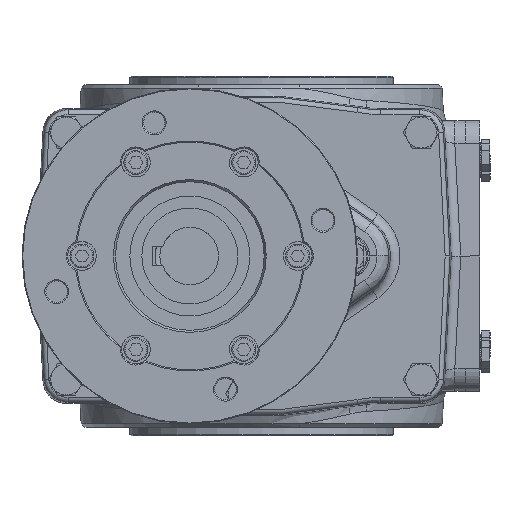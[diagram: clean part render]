
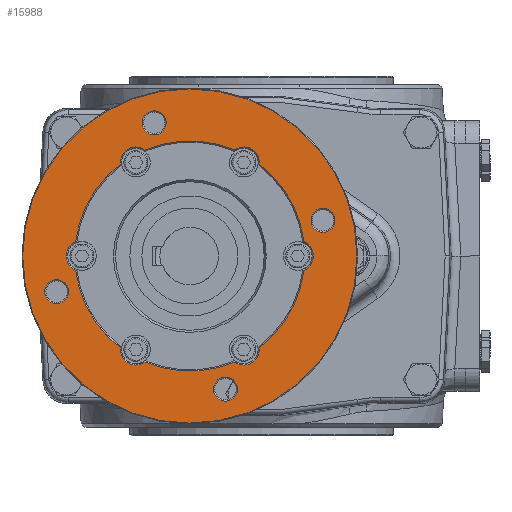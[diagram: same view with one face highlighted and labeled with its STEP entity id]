
A CAD part, left-side view. The second image highlights one B-rep face of the part: STEP entity #15988.
In plain terms, the highlighted face is planar.
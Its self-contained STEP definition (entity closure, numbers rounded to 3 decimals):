
#1996=PLANE('',#17252);
#4558=ORIENTED_EDGE('',*,*,#6257,.F.);
#4559=ORIENTED_EDGE('',*,*,#6258,.T.);
#4560=ORIENTED_EDGE('',*,*,#6180,.F.);
#4561=ORIENTED_EDGE('',*,*,#6259,.T.);
#4562=ORIENTED_EDGE('',*,*,#6160,.F.);
#4563=ORIENTED_EDGE('',*,*,#6256,.T.);
#4564=ORIENTED_EDGE('',*,*,#6164,.F.);
#4565=ORIENTED_EDGE('',*,*,#6260,.T.);
#4566=ORIENTED_EDGE('',*,*,#6168,.F.);
#4567=ORIENTED_EDGE('',*,*,#6261,.T.);
#4568=ORIENTED_EDGE('',*,*,#6172,.F.);
#4569=ORIENTED_EDGE('',*,*,#6262,.T.);
#4570=ORIENTED_EDGE('',*,*,#6176,.F.);
#4571=ORIENTED_EDGE('',*,*,#6150,.F.);
#4572=ORIENTED_EDGE('',*,*,#6152,.F.);
#4573=ORIENTED_EDGE('',*,*,#6154,.F.);
#4574=ORIENTED_EDGE('',*,*,#6156,.F.);
#6150=EDGE_CURVE('',#7235,#7235,#7860,.T.);
#6152=EDGE_CURVE('',#7237,#7237,#7862,.T.);
#6154=EDGE_CURVE('',#7239,#7239,#7864,.T.);
#6156=EDGE_CURVE('',#7241,#7241,#7866,.T.);
#6160=EDGE_CURVE('',#7245,#7243,#7868,.T.);
#6164=EDGE_CURVE('',#7249,#7247,#7870,.T.);
#6168=EDGE_CURVE('',#7253,#7251,#7872,.T.);
#6172=EDGE_CURVE('',#7257,#7255,#7874,.T.);
#6176=EDGE_CURVE('',#7261,#7259,#7876,.T.);
#6180=EDGE_CURVE('',#7265,#7263,#7878,.T.);
#6256=EDGE_CURVE('',#7245,#7247,#7934,.T.);
#6257=EDGE_CURVE('',#7327,#7327,#7935,.T.);
#6258=EDGE_CURVE('',#7261,#7263,#7936,.T.);
#6259=EDGE_CURVE('',#7265,#7243,#7937,.T.);
#6260=EDGE_CURVE('',#7249,#7251,#7938,.T.);
#6261=EDGE_CURVE('',#7253,#7255,#7939,.T.);
#6262=EDGE_CURVE('',#7257,#7259,#7940,.T.);
#7235=VERTEX_POINT('',#25069);
#7237=VERTEX_POINT('',#25074);
#7239=VERTEX_POINT('',#25079);
#7241=VERTEX_POINT('',#25084);
#7243=VERTEX_POINT('',#25091);
#7245=VERTEX_POINT('',#25098);
#7247=VERTEX_POINT('',#25106);
#7249=VERTEX_POINT('',#25113);
#7251=VERTEX_POINT('',#25121);
#7253=VERTEX_POINT('',#25128);
#7255=VERTEX_POINT('',#25136);
#7257=VERTEX_POINT('',#25143);
#7259=VERTEX_POINT('',#25151);
#7261=VERTEX_POINT('',#25158);
#7263=VERTEX_POINT('',#25166);
#7265=VERTEX_POINT('',#25173);
#7327=VERTEX_POINT('',#25371);
#7860=CIRCLE('',#17135,5.);
#7862=CIRCLE('',#17138,5.);
#7864=CIRCLE('',#17141,5.);
#7866=CIRCLE('',#17144,5.);
#7868=CIRCLE('',#17147,6.5);
#7870=CIRCLE('',#17150,6.5);
#7872=CIRCLE('',#17153,6.5);
#7874=CIRCLE('',#17156,6.5);
#7876=CIRCLE('',#17159,6.5);
#7878=CIRCLE('',#17162,6.5);
#7934=CIRCLE('',#17251,48.);
#7935=CIRCLE('',#17253,69.7);
#7936=CIRCLE('',#17254,48.);
#7937=CIRCLE('',#17255,48.);
#7938=CIRCLE('',#17256,48.);
#7939=CIRCLE('',#17257,48.);
#7940=CIRCLE('',#17258,48.);
#8848=EDGE_LOOP('',(#4558));
#8849=EDGE_LOOP('',(#4559,#4560,#4561,#4562,#4563,#4564,#4565,#4566,#4567,
#4568,#4569,#4570));
#8850=EDGE_LOOP('',(#4571));
#8851=EDGE_LOOP('',(#4572));
#8852=EDGE_LOOP('',(#4573));
#8853=EDGE_LOOP('',(#4574));
#9900=FACE_BOUND('',#8848,.T.);
#9901=FACE_BOUND('',#8849,.T.);
#9902=FACE_BOUND('',#8850,.T.);
#9903=FACE_BOUND('',#8851,.T.);
#9904=FACE_BOUND('',#8852,.T.);
#9905=FACE_BOUND('',#8853,.T.);
#15988=ADVANCED_FACE('',(#9900,#9901,#9902,#9903,#9904,#9905),#1996,.T.);
#17135=AXIS2_PLACEMENT_3D('',#25068,#19887,#19888);
#17138=AXIS2_PLACEMENT_3D('',#25073,#19893,#19894);
#17141=AXIS2_PLACEMENT_3D('',#25078,#19899,#19900);
#17144=AXIS2_PLACEMENT_3D('',#25083,#19905,#19906);
#17147=AXIS2_PLACEMENT_3D('',#25099,#19911,#19912);
#17150=AXIS2_PLACEMENT_3D('',#25114,#19917,#19918);
#17153=AXIS2_PLACEMENT_3D('',#25129,#19923,#19924);
#17156=AXIS2_PLACEMENT_3D('',#25144,#19929,#19930);
#17159=AXIS2_PLACEMENT_3D('',#25159,#19935,#19936);
#17162=AXIS2_PLACEMENT_3D('',#25174,#19941,#19942);
#17251=AXIS2_PLACEMENT_3D('',#25368,#20131,#20132);
#17252=AXIS2_PLACEMENT_3D('',#25369,#20133,#20134);
#17253=AXIS2_PLACEMENT_3D('',#25370,#20135,#20136);
#17254=AXIS2_PLACEMENT_3D('',#25372,#20137,#20138);
#17255=AXIS2_PLACEMENT_3D('',#25373,#20139,#20140);
#17256=AXIS2_PLACEMENT_3D('',#25374,#20141,#20142);
#17257=AXIS2_PLACEMENT_3D('',#25375,#20143,#20144);
#17258=AXIS2_PLACEMENT_3D('',#25376,#20145,#20146);
#19887=DIRECTION('',(0.,1.,0.));
#19888=DIRECTION('',(0.,0.,1.));
#19893=DIRECTION('',(0.,1.,0.));
#19894=DIRECTION('',(0.,0.,1.));
#19899=DIRECTION('',(0.,1.,0.));
#19900=DIRECTION('',(0.,0.,1.));
#19905=DIRECTION('',(0.,1.,0.));
#19906=DIRECTION('',(0.,0.,1.));
#19911=DIRECTION('',(0.,1.,0.));
#19912=DIRECTION('',(0.,0.,1.));
#19917=DIRECTION('',(0.,1.,0.));
#19918=DIRECTION('',(0.,0.,1.));
#19923=DIRECTION('',(0.,1.,0.));
#19924=DIRECTION('',(0.,0.,1.));
#19929=DIRECTION('',(0.,1.,0.));
#19930=DIRECTION('',(0.,0.,1.));
#19935=DIRECTION('',(0.,1.,0.));
#19936=DIRECTION('',(0.,0.,1.));
#19941=DIRECTION('',(0.,1.,0.));
#19942=DIRECTION('',(0.,0.,1.));
#20131=DIRECTION('',(0.,-1.,0.));
#20132=DIRECTION('',(0.,0.,-1.));
#20133=DIRECTION('',(0.,1.,0.));
#20134=DIRECTION('',(0.,0.,1.));
#20135=DIRECTION('',(0.,-1.,0.));
#20136=DIRECTION('',(0.,0.,-1.));
#20137=DIRECTION('',(0.,-1.,0.));
#20138=DIRECTION('',(0.,0.,-1.));
#20139=DIRECTION('',(0.,-1.,0.));
#20140=DIRECTION('',(0.,0.,-1.));
#20141=DIRECTION('',(0.,-1.,0.));
#20142=DIRECTION('',(0.,0.,-1.));
#20143=DIRECTION('',(0.,-1.,0.));
#20144=DIRECTION('',(0.,0.,-1.));
#20145=DIRECTION('',(0.,-1.,0.));
#20146=DIRECTION('',(0.,0.,-1.));
#25068=CARTESIAN_POINT('',(40.659,23.2,-40.659));
#25069=CARTESIAN_POINT('',(40.659,23.2,-35.659));
#25073=CARTESIAN_POINT('',(40.659,23.2,40.659));
#25074=CARTESIAN_POINT('',(40.659,23.2,45.659));
#25078=CARTESIAN_POINT('',(-40.659,23.2,40.659));
#25079=CARTESIAN_POINT('',(-40.659,23.2,45.659));
#25083=CARTESIAN_POINT('',(-40.659,23.2,-40.659));
#25084=CARTESIAN_POINT('',(-40.659,23.2,-35.659));
#25091=CARTESIAN_POINT('',(44.221,23.2,18.668));
#25098=CARTESIAN_POINT('',(38.277,23.2,28.963));
#25099=CARTESIAN_POINT('',(38.971,23.2,22.5));
#25106=CARTESIAN_POINT('',(5.944,23.2,47.631));
#25113=CARTESIAN_POINT('',(-5.944,23.2,47.631));
#25114=CARTESIAN_POINT('',(0.,23.2,45.));
#25121=CARTESIAN_POINT('',(-38.277,23.2,28.963));
#25128=CARTESIAN_POINT('',(-44.221,23.2,18.668));
#25129=CARTESIAN_POINT('',(-38.971,23.2,22.5));
#25136=CARTESIAN_POINT('',(-44.221,23.2,-18.668));
#25143=CARTESIAN_POINT('',(-38.277,23.2,-28.963));
#25144=CARTESIAN_POINT('',(-38.971,23.2,-22.5));
#25151=CARTESIAN_POINT('',(-5.944,23.2,-47.631));
#25158=CARTESIAN_POINT('',(5.944,23.2,-47.631));
#25159=CARTESIAN_POINT('',(0.,23.2,-45.));
#25166=CARTESIAN_POINT('',(38.277,23.2,-28.963));
#25173=CARTESIAN_POINT('',(44.221,23.2,-18.668));
#25174=CARTESIAN_POINT('',(38.971,23.2,-22.5));
#25368=CARTESIAN_POINT('',(0.,23.2,0.));
#25369=CARTESIAN_POINT('',(0.,23.2,69.7));
#25370=CARTESIAN_POINT('',(0.,23.2,0.));
#25371=CARTESIAN_POINT('',(0.,23.2,-69.7));
#25372=CARTESIAN_POINT('',(0.,23.2,0.));
#25373=CARTESIAN_POINT('',(0.,23.2,0.));
#25374=CARTESIAN_POINT('',(0.,23.2,0.));
#25375=CARTESIAN_POINT('',(0.,23.2,0.));
#25376=CARTESIAN_POINT('',(0.,23.2,0.));
